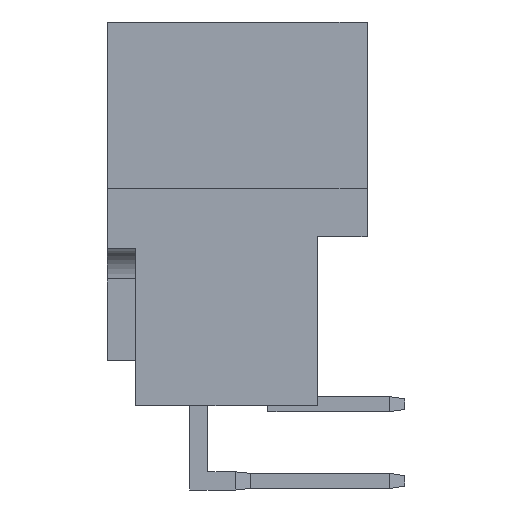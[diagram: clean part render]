
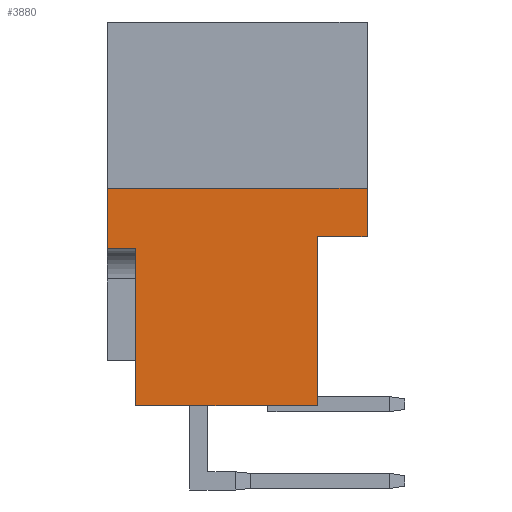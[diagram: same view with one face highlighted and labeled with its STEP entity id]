
A CAD part, left-side view. The second image highlights one B-rep face of the part: STEP entity #3880.
In plain terms, the highlighted planar face has unit normal (-1, 0, 0).
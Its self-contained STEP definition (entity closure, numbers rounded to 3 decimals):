
#2320=CARTESIAN_POINT('',(-2.49,8.6,6.1));
#2330=VERTEX_POINT('',#2320);
#2360=CARTESIAN_POINT('',(-2.49,8.6,-1.1));
#2370=DIRECTION('',(-0.,0.,1.));
#2380=VECTOR('',#2370,1.);
#2390=LINE('',#2360,#2380);
#2400=CARTESIAN_POINT('',(-2.49,8.6,4.1));
#2410=VERTEX_POINT('',#2400);
#2420=EDGE_CURVE('',#2410,#2330,#2390,.T.);
#2960=CARTESIAN_POINT('',(-2.49,0.,6.1));
#2970=VERTEX_POINT('',#2960);
#3000=CARTESIAN_POINT('',(-2.49,0.,6.1));
#3010=DIRECTION('',(0.,1.,0.));
#3020=VECTOR('',#3010,1.);
#3030=LINE('',#3000,#3020);
#3040=EDGE_CURVE('',#2970,#2330,#3030,.T.);
#3330=CARTESIAN_POINT('',(-2.49,8.6,-1.1));
#3340=DIRECTION('',(1.,0.,0.));
#3350=DIRECTION('',(0.,-1.,0.));
#3360=AXIS2_PLACEMENT_3D('',#3330,#3340,#3350);
#3370=PLANE('',#3360);
#3380=CARTESIAN_POINT('',(-2.49,0.,4.1));
#3390=DIRECTION('',(0.,-1.,0.));
#3400=VECTOR('',#3390,1.);
#3410=LINE('',#3380,#3400);
#3420=CARTESIAN_POINT('',(-2.49,7.65,4.1));
#3430=VERTEX_POINT('',#3420);
#3440=EDGE_CURVE('',#2410,#3430,#3410,.T.);
#3450=ORIENTED_EDGE('',*,*,#3440,.T.);
#3460=ORIENTED_EDGE('',*,*,#2420,.F.);
#3470=ORIENTED_EDGE('',*,*,#3040,.T.);
#3480=CARTESIAN_POINT('',(-2.49,0.,-1.1))
;
#3490=DIRECTION('',(-0.,0.,1.));
#3500=VECTOR('',#3490,1.);
#3510=LINE('',#3480,#3500);
#3520=CARTESIAN_POINT('',(-2.49,0.,4.5));
#3530=VERTEX_POINT('',#3520);
#3540=EDGE_CURVE('',#3530,#2970,#3510,.T.);
#3550=ORIENTED_EDGE('',*,*,#3540,.T.);
#3560=CARTESIAN_POINT('',(-2.49,0.,4.5));
#3570=DIRECTION('',(0.,-1.,0.));
#3580=VECTOR('',#3570,1.);
#3590=LINE('',#3560,#3580);
#3600=CARTESIAN_POINT('',(-2.49,1.65,4.5));
#3610=VERTEX_POINT('',#3600);
#3620=EDGE_CURVE('',#3610,#3530,#3590,.T.);
#3630=ORIENTED_EDGE('',*,*,#3620,.T.);
#3640=CARTESIAN_POINT('',(-2.49,1.65,-1.1));
#3650=DIRECTION('',(-0.,0.,1.));
#3660=VECTOR('',#3650,1.);
#3670=LINE('',#3640,#3660);
#3680=CARTESIAN_POINT('',(-2.49,1.65,-1.1));
#3690=VERTEX_POINT('',#3680);
#3700=EDGE_CURVE('',#3690,#3610,#3670,.T.);
#3710=ORIENTED_EDGE('',*,*,#3700,.T.);
#3720=CARTESIAN_POINT('',(-2.49,0.,-1.1))
;
#3730=DIRECTION('',(0.,1.,0.));
#3740=VECTOR('',#3730,1.);
#3750=LINE('',#3720,#3740);
#3760=CARTESIAN_POINT('',(-2.49,7.65,-1.1));
#3770=VERTEX_POINT('',#3760);
#3780=EDGE_CURVE('',#3690,#3770,#3750,.T.);
#3790=ORIENTED_EDGE('',*,*,#3780,.F.);
#3800=CARTESIAN_POINT('',(-2.49,7.65,-1.1));
#3810=DIRECTION('',(-0.,0.,1.));
#3820=VECTOR('',#3810,1.);
#3830=LINE('',#3800,#3820);
#3840=EDGE_CURVE('',#3770,#3430,#3830,.T.);
#3850=ORIENTED_EDGE('',*,*,#3840,.F.);
#3860=EDGE_LOOP('',(#3850,#3790,#3710,#3630,#3550,#3470,#3460,#3450));
#3870=FACE_OUTER_BOUND('',#3860,.T.);
#3880=ADVANCED_FACE('',(#3870),#3370,.F.);
